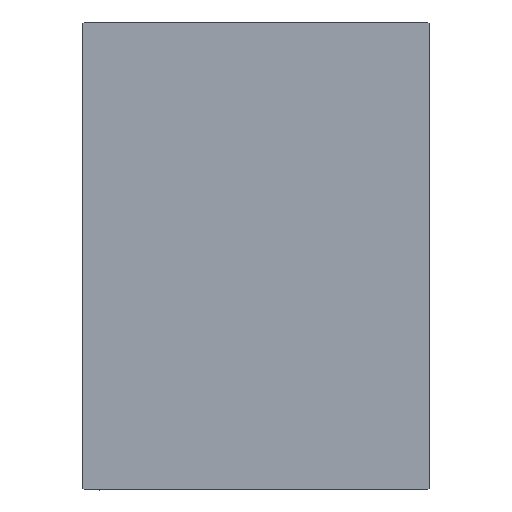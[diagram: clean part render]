
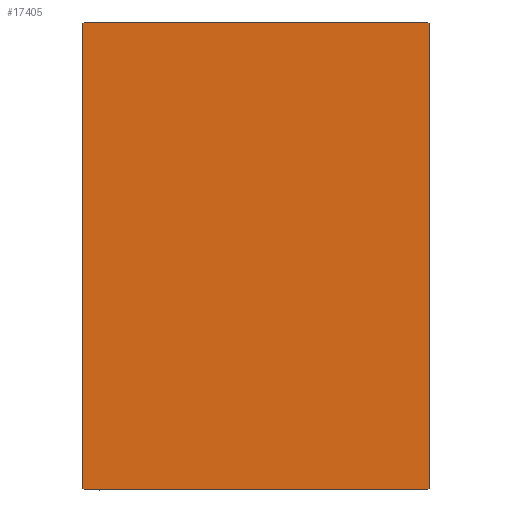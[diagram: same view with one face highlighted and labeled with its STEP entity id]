
A CAD part, left-side view. The second image highlights one B-rep face of the part: STEP entity #17405.
In plain terms, the highlighted face is planar.
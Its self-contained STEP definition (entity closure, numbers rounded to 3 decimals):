
#189 = CARTESIAN_POINT ( 'NONE',  ( 143., -31.5, -42.5 ) ) ;
#200 = LINE ( 'NONE', #853, #34029 ) ;
#853 = CARTESIAN_POINT ( 'NONE',  ( 143., 31.5, -42.5 ) ) ;
#940 = CARTESIAN_POINT ( 'NONE',  ( 143., -31.2, -42.5 ) ) ;
#1310 = VECTOR ( 'NONE', #27764, 1000. ) ;
#1762 = AXIS2_PLACEMENT_3D ( 'NONE', #22715, #9351, #11230 ) ;
#3508 = VECTOR ( 'NONE', #14166, 1000. ) ;
#3934 = CARTESIAN_POINT ( 'NONE',  ( 143., 36.85, 36.85 ) ) ;
#4678 = CARTESIAN_POINT ( 'NONE',  ( 143., -36.85, -36.85 ) ) ;
#5477 = CARTESIAN_POINT ( 'NONE',  ( 143., 31.5, -42.2 ) ) ;
#7011 = VECTOR ( 'NONE', #34638, 1000. ) ;
#7019 = DIRECTION ( 'NONE',  ( 0., -1., 0. ) ) ;
#7512 = LINE ( 'NONE', #21101, #7011 ) ;
#7521 = CARTESIAN_POINT ( 'NONE',  ( 143., -31.5, 42.2 ) ) ;
#7751 = VECTOR ( 'NONE', #18197, 1000. ) ;
#8804 = VERTEX_POINT ( 'NONE', #19036 ) ;
#8899 = EDGE_LOOP ( 'NONE', ( #43865, #36061, #40594, #20076, #16885, #28387, #42739, #11090 ) ) ;
#9351 = DIRECTION ( 'NONE',  ( 1., 0., 0. ) ) ;
#9982 = DIRECTION ( 'NONE',  ( 0., 0., 1. ) ) ;
#10149 = CARTESIAN_POINT ( 'NONE',  ( 143., -36.85, 36.85 ) ) ;
#11090 = ORIENTED_EDGE ( 'NONE', *, *, #22741, .T. ) ;
#11230 = DIRECTION ( 'NONE',  ( 0., 0., -1. ) ) ;
#11735 = CARTESIAN_POINT ( 'NONE',  ( 143., 36.85, -36.85 ) ) ;
#14166 = DIRECTION ( 'NONE',  ( 0., -0.707, 0.707 ) ) ;
#15252 = CARTESIAN_POINT ( 'NONE',  ( 143., 31.2, 42.5 ) ) ;
#16885 = ORIENTED_EDGE ( 'NONE', *, *, #24346, .T. ) ;
#17116 = VERTEX_POINT ( 'NONE', #28404 ) ;
#17405 = ADVANCED_FACE ( 'NONE', ( #26047 ), #39579, .T. ) ;
#17710 = DIRECTION ( 'NONE',  ( 0., -0.707, -0.707 ) ) ;
#18197 = DIRECTION ( 'NONE',  ( 0., 0.707, 0.707 ) ) ;
#18843 = VERTEX_POINT ( 'NONE', #15252 ) ;
#18852 = LINE ( 'NONE', #11735, #7751 ) ;
#19036 = CARTESIAN_POINT ( 'NONE',  ( 143., 31.2, -42.5 ) ) ;
#20076 = ORIENTED_EDGE ( 'NONE', *, *, #36329, .T. ) ;
#20396 = LINE ( 'NONE', #10149, #32562 ) ;
#21101 = CARTESIAN_POINT ( 'NONE',  ( 143., -31.5, 42.5 ) ) ;
#21156 = CARTESIAN_POINT ( 'NONE',  ( 143., 31.5, 42.2 ) ) ;
#21377 = LINE ( 'NONE', #4678, #21704 ) ;
#21704 = VECTOR ( 'NONE', #31589, 1000. ) ;
#22715 = CARTESIAN_POINT ( 'NONE',  ( 143., 0., 0. ) ) ;
#22741 = EDGE_CURVE ( 'NONE', #42919, #23644, #21377, .T. ) ;
#23644 = VERTEX_POINT ( 'NONE', #940 ) ;
#23718 = LINE ( 'NONE', #37256, #25278 ) ;
#24346 = EDGE_CURVE ( 'NONE', #18843, #17116, #23718, .T. ) ;
#24932 = VERTEX_POINT ( 'NONE', #21156 ) ;
#25278 = VECTOR ( 'NONE', #7019, 1000. ) ;
#26047 = FACE_OUTER_BOUND ( 'NONE', #8899, .T. ) ;
#27764 = DIRECTION ( 'NONE',  ( 0., 1., 0. ) ) ;
#28387 = ORIENTED_EDGE ( 'NONE', *, *, #31446, .T. ) ;
#28404 = CARTESIAN_POINT ( 'NONE',  ( 143., -31.2, 42.5 ) ) ;
#30546 = EDGE_CURVE ( 'NONE', #23644, #8804, #33986, .T. ) ;
#31446 = EDGE_CURVE ( 'NONE', #17116, #43057, #20396, .T. ) ;
#31589 = DIRECTION ( 'NONE',  ( 0., 0.707, -0.707 ) ) ;
#32562 = VECTOR ( 'NONE', #17710, 1000. ) ;
#33986 = LINE ( 'NONE', #189, #1310 ) ;
#34029 = VECTOR ( 'NONE', #9982, 1000. ) ;
#34329 = CARTESIAN_POINT ( 'NONE',  ( 143., -31.5, -42.2 ) ) ;
#34391 = LINE ( 'NONE', #3934, #3508 ) ;
#34638 = DIRECTION ( 'NONE',  ( 0., 0., -1. ) ) ;
#36061 = ORIENTED_EDGE ( 'NONE', *, *, #37221, .T. ) ;
#36329 = EDGE_CURVE ( 'NONE', #24932, #18843, #34391, .T. ) ;
#37193 = VERTEX_POINT ( 'NONE', #5477 ) ;
#37221 = EDGE_CURVE ( 'NONE', #8804, #37193, #18852, .T. ) ;
#37256 = CARTESIAN_POINT ( 'NONE',  ( 143., 31.5, 42.5 ) ) ;
#39579 = PLANE ( 'NONE',  #1762 ) ;
#40594 = ORIENTED_EDGE ( 'NONE', *, *, #43096, .T. ) ;
#42509 = EDGE_CURVE ( 'NONE', #43057, #42919, #7512, .T. ) ;
#42739 = ORIENTED_EDGE ( 'NONE', *, *, #42509, .T. ) ;
#42919 = VERTEX_POINT ( 'NONE', #34329 ) ;
#43057 = VERTEX_POINT ( 'NONE', #7521 ) ;
#43096 = EDGE_CURVE ( 'NONE', #37193, #24932, #200, .T. ) ;
#43865 = ORIENTED_EDGE ( 'NONE', *, *, #30546, .T. ) ;
